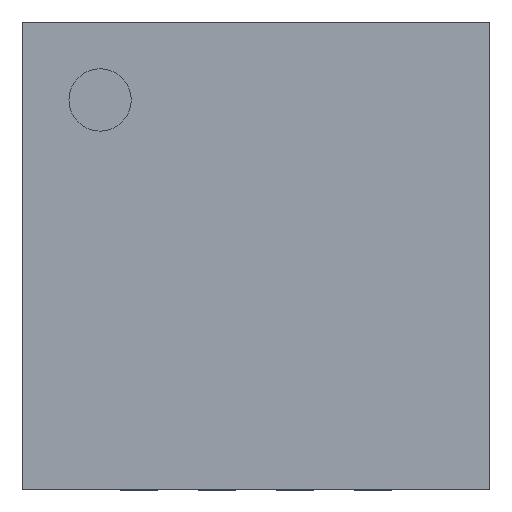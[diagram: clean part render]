
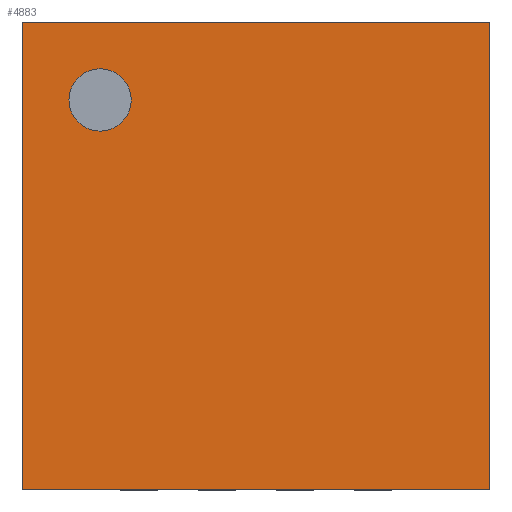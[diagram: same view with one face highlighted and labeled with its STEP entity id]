
A CAD part, top view. The second image highlights one B-rep face of the part: STEP entity #4883.
In plain terms, the highlighted face is planar.
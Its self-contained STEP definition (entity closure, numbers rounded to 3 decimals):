
#3338 = VERTEX_POINT('',#3339);
#3339 = CARTESIAN_POINT('',(-1.,1.,-0.8));
#3345 = EDGE_CURVE('',#3346,#3338,#3348,.T.);
#3346 = VERTEX_POINT('',#3347);
#3347 = CARTESIAN_POINT('',(-1.,1.,-1.2));
#3348 = CIRCLE('',#3349,0.2);
#3349 = AXIS2_PLACEMENT_3D('',#3350,#3351,#3352);
#3350 = CARTESIAN_POINT('',(-1.,1.,-1.));
#3351 = DIRECTION('',(0.,1.,0.));
#3352 = DIRECTION('',(0.,-0.,1.));
#3614 = VERTEX_POINT('',#3615);
#3615 = CARTESIAN_POINT('',(-1.5,1.,1.5));
#3621 = EDGE_CURVE('',#3622,#3614,#3624,.T.);
#3622 = VERTEX_POINT('',#3623);
#3623 = CARTESIAN_POINT('',(-1.5,1.,-1.5));
#3624 = LINE('',#3625,#3626);
#3625 = CARTESIAN_POINT('',(-1.5,1.,1.5));
#3626 = VECTOR('',#3627,1.);
#3627 = DIRECTION('',(-0.,0.,1.));
#3898 = VERTEX_POINT('',#3899);
#3899 = CARTESIAN_POINT('',(1.5,1.,-1.5));
#3905 = EDGE_CURVE('',#3906,#3898,#3908,.T.);
#3906 = VERTEX_POINT('',#3907);
#3907 = CARTESIAN_POINT('',(1.5,1.,1.5));
#3908 = LINE('',#3909,#3910);
#3909 = CARTESIAN_POINT('',(1.5,1.,1.5));
#3910 = VECTOR('',#3911,1.);
#3911 = DIRECTION('',(0.,0.,-1.));
#4100 = EDGE_CURVE('',#3614,#3906,#4101,.T.);
#4101 = LINE('',#4102,#4103);
#4102 = CARTESIAN_POINT('',(1.5,1.,1.5));
#4103 = VECTOR('',#4104,1.);
#4104 = DIRECTION('',(1.,0.,0.));
#4382 = EDGE_CURVE('',#3898,#3622,#4383,.T.);
#4383 = LINE('',#4384,#4385);
#4384 = CARTESIAN_POINT('',(1.5,1.,-1.5));
#4385 = VECTOR('',#4386,1.);
#4386 = DIRECTION('',(-1.,0.,0.));
#4883 = ADVANCED_FACE('',(#4884,#4894),#4900,.T.);
#4884 = FACE_BOUND('',#4885,.T.);
#4885 = EDGE_LOOP('',(#4886,#4893));
#4886 = ORIENTED_EDGE('',*,*,#4887,.F.);
#4887 = EDGE_CURVE('',#3338,#3346,#4888,.T.);
#4888 = CIRCLE('',#4889,0.2);
#4889 = AXIS2_PLACEMENT_3D('',#4890,#4891,#4892);
#4890 = CARTESIAN_POINT('',(-1.,1.,-1.));
#4891 = DIRECTION('',(0.,1.,0.));
#4892 = DIRECTION('',(0.,-0.,1.));
#4893 = ORIENTED_EDGE('',*,*,#3345,.F.);
#4894 = FACE_BOUND('',#4895,.T.);
#4895 = EDGE_LOOP('',(#4896,#4897,#4898,#4899));
#4896 = ORIENTED_EDGE('',*,*,#4382,.T.);
#4897 = ORIENTED_EDGE('',*,*,#3621,.T.);
#4898 = ORIENTED_EDGE('',*,*,#4100,.T.);
#4899 = ORIENTED_EDGE('',*,*,#3905,.T.);
#4900 = PLANE('',#4901);
#4901 = AXIS2_PLACEMENT_3D('',#4902,#4903,#4904);
#4902 = CARTESIAN_POINT('',(0.,1.,0.));
#4903 = DIRECTION('',(0.,1.,0.));
#4904 = DIRECTION('',(0.,-0.,1.));
